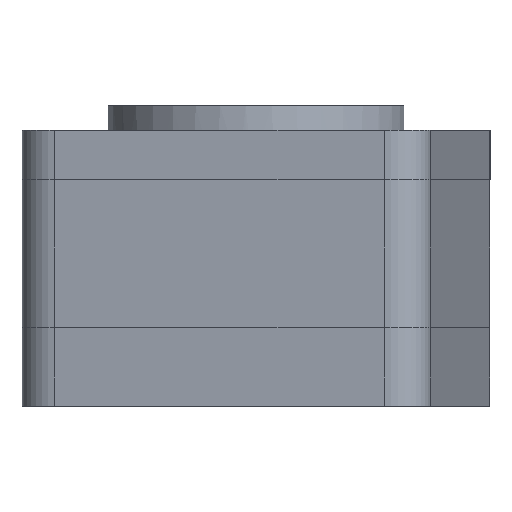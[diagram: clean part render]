
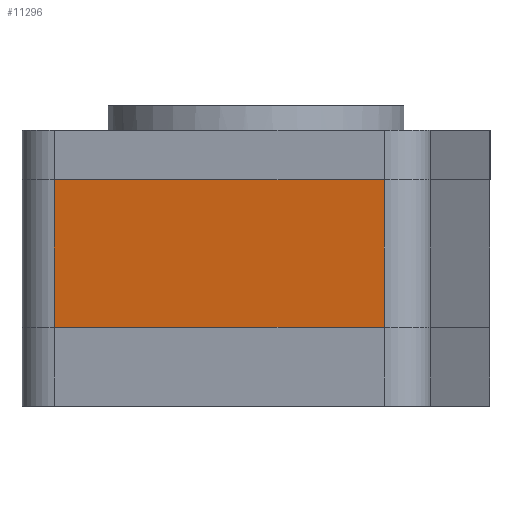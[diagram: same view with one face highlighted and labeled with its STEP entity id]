
A CAD part, front view. The second image highlights one B-rep face of the part: STEP entity #11296.
In plain terms, the highlighted face is planar.
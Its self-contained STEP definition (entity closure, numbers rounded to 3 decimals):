
#765 = EDGE_CURVE ( 'NONE', #19411, #27633, #2266, .T. ) ;
#1628 = LINE ( 'NONE', #6451, #28895 ) ;
#2014 = CARTESIAN_POINT ( 'NONE',  ( -21., -17., 15. ) ) ;
#2266 = LINE ( 'NONE', #27756, #3099 ) ;
#2654 = ORIENTED_EDGE ( 'NONE', *, *, #765, .T. ) ;
#2830 = VECTOR ( 'NONE', #11502, 1000. ) ;
#3099 = VECTOR ( 'NONE', #20598, 1000. ) ;
#3956 = CARTESIAN_POINT ( 'NONE',  ( -21., -17., 15. ) ) ;
#4765 = DIRECTION ( 'NONE',  ( 0., 0., -1. ) ) ;
#5322 = EDGE_CURVE ( 'NONE', #19570, #6868, #16601, .T. ) ;
#6184 = ORIENTED_EDGE ( 'NONE', *, *, #14787, .T. ) ;
#6451 = CARTESIAN_POINT ( 'NONE',  ( -21., 0., 15. ) ) ;
#6868 = VERTEX_POINT ( 'NONE', #3956 ) ;
#6902 = AXIS2_PLACEMENT_3D ( 'NONE', #14105, #16581, #4765 ) ;
#7126 = PLANE ( 'NONE',  #6902 ) ;
#11117 = DIRECTION ( 'NONE',  ( 0., -1., 0. ) ) ;
#11296 = ADVANCED_FACE ( 'NONE', ( #22705 ), #7126, .F. ) ;
#11502 = DIRECTION ( 'NONE',  ( 0., 0., 1. ) ) ;
#14105 = CARTESIAN_POINT ( 'NONE',  ( -21., 0., 15. ) ) ;
#14294 = DIRECTION ( 'NONE',  ( 0., -1., 0. ) ) ;
#14740 = CARTESIAN_POINT ( 'NONE',  ( -21., 0., 0. ) ) ;
#14787 = EDGE_CURVE ( 'NONE', #27633, #19570, #18961, .T. ) ;
#16581 = DIRECTION ( 'NONE',  ( 1., 0., 0. ) ) ;
#16601 = LINE ( 'NONE', #2014, #2830 ) ;
#17844 = VECTOR ( 'NONE', #14294, 1000. ) ;
#18961 = LINE ( 'NONE', #14740, #17844 ) ;
#19411 = VERTEX_POINT ( 'NONE', #29537 ) ;
#19570 = VERTEX_POINT ( 'NONE', #20203 ) ;
#20203 = CARTESIAN_POINT ( 'NONE',  ( -21., -17., 0. ) ) ;
#20598 = DIRECTION ( 'NONE',  ( 0., 0., -1. ) ) ;
#22705 = FACE_OUTER_BOUND ( 'NONE', #26961, .T. ) ;
#23751 = ORIENTED_EDGE ( 'NONE', *, *, #26479, .F. ) ;
#24709 = CARTESIAN_POINT ( 'NONE',  ( -21., 17., 0. ) ) ;
#26479 = EDGE_CURVE ( 'NONE', #19411, #6868, #1628, .T. ) ;
#26961 = EDGE_LOOP ( 'NONE', ( #6184, #27302, #23751, #2654 ) ) ;
#27302 = ORIENTED_EDGE ( 'NONE', *, *, #5322, .T. ) ;
#27633 = VERTEX_POINT ( 'NONE', #24709 ) ;
#27756 = CARTESIAN_POINT ( 'NONE',  ( -21., 17., 15. ) ) ;
#28895 = VECTOR ( 'NONE', #11117, 1000. ) ;
#29537 = CARTESIAN_POINT ( 'NONE',  ( -21., 17., 15. ) ) ;
